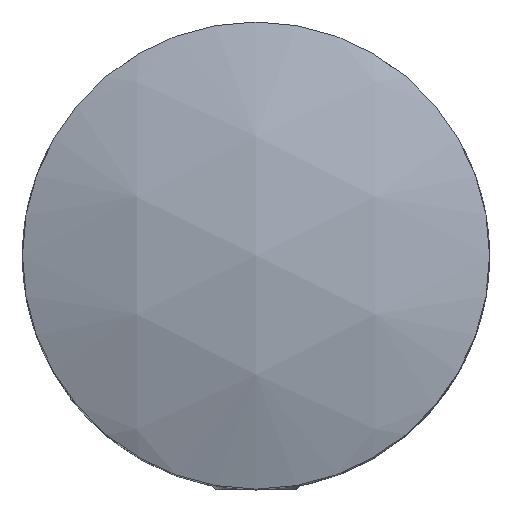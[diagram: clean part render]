
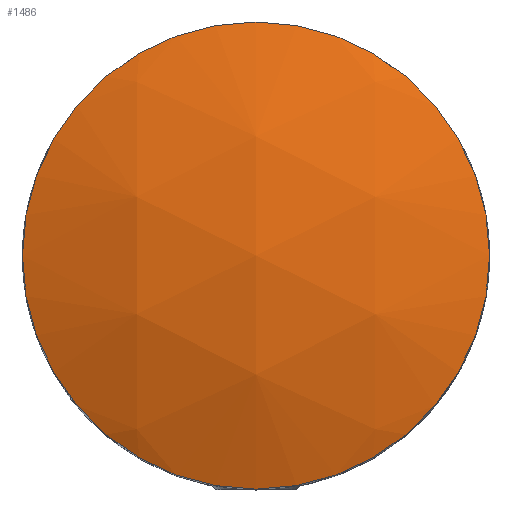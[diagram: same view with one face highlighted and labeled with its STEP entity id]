
A CAD part, top view. The second image highlights one B-rep face of the part: STEP entity #1486.
In plain terms, the highlighted spherical face has radius 28 mm.
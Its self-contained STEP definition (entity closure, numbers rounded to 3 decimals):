
#1486 = ADVANCED_FACE ( 'NONE', ( #4984 ), #14512, .T. ) ;
#1876 = CARTESIAN_POINT ( 'NONE',  ( 11., 0., 23.749 ) ) ;
#4984 = FACE_OUTER_BOUND ( 'NONE', #22348, .T. ) ;
#5452 = ORIENTED_EDGE ( 'NONE', *, *, #7480, .T. ) ;
#7480 = EDGE_CURVE ( 'NONE', #11870, #11870, #16327, .T. ) ;
#11751 = DIRECTION ( 'NONE',  ( 0., 1., 0. ) ) ;
#11870 = VERTEX_POINT ( 'NONE', #1876 ) ;
#14274 = AXIS2_PLACEMENT_3D ( 'NONE', #18898, #22517, #11751 ) ;
#14512 = SPHERICAL_SURFACE ( 'NONE', #14274, 28. ) ;
#15975 = AXIS2_PLACEMENT_3D ( 'NONE', #23074, #21039, #21196 ) ;
#16327 = CIRCLE ( 'NONE', #15975, 11. ) ;
#18898 = CARTESIAN_POINT ( 'NONE',  ( 0., 0., -2. ) ) ;
#21039 = DIRECTION ( 'NONE',  ( 0., 0., 1. ) ) ;
#21196 = DIRECTION ( 'NONE',  ( 1., 0., 0. ) ) ;
#22348 = EDGE_LOOP ( 'NONE', ( #5452 ) ) ;
#22517 = DIRECTION ( 'NONE',  ( -1., 0., 0. ) ) ;
#23074 = CARTESIAN_POINT ( 'NONE',  ( 0., 0., 23.749 ) ) ;
